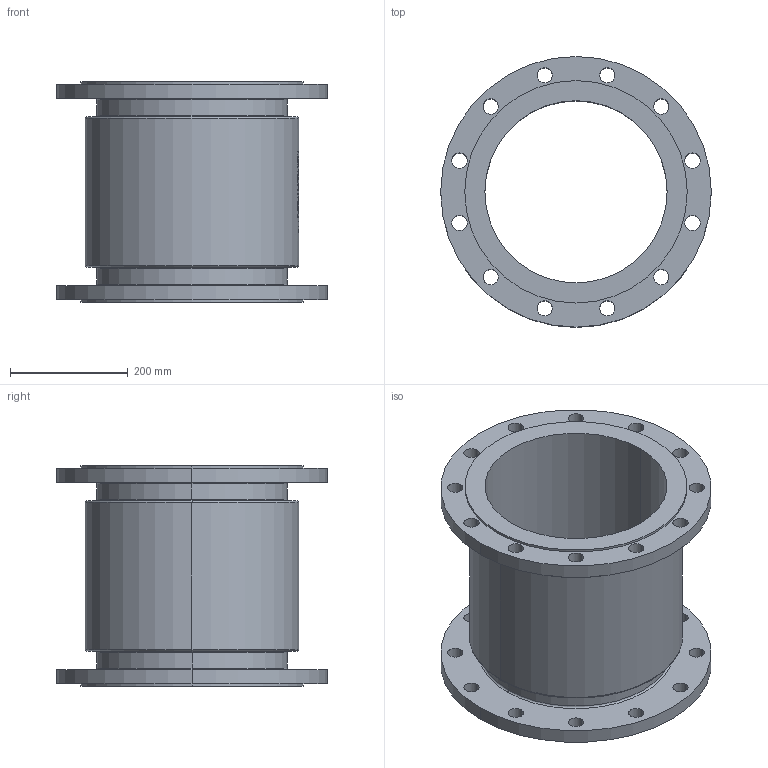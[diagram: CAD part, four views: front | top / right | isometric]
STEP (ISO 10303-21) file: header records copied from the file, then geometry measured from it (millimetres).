
FILE_DESCRIPTION (( 'STEP AP214' ), '1' );
FILE_NAME ('7120000_DN300_PN16_1190576.STEP', '2022-02-24T07:25:20', ( 'axxx' ), ( 'Hewlett-Packard Company' ), 'SwSTEP 2.0', 'SolidWorks 2019', '' );
FILE_SCHEMA (( 'AUTOMOTIVE_DESIGN' ));
Length unit declared in the file: millimetre
Products named in the file (1): 7120000_DN300_PN16_1190576
Bounding box: 460 x 460 x 375 mm (x, y, z)
Volume: 11983986.6 mm3; surface area: 1210462.8 mm2
Topology: 1 solids, 1 shells, 544 faces, 1413 edges, 938 vertices
Faces by surface type: plane 228, bspline 220, cylinder 84, torus 12
Entity records: 30504 total; most frequent: CARTESIAN_POINT 18476, ORIENTED_EDGE 2826, DIRECTION 1784, EDGE_CURVE 1413, VERTEX_POINT 938, LINE 720, VECTOR 720, EDGE_LOOP 661
